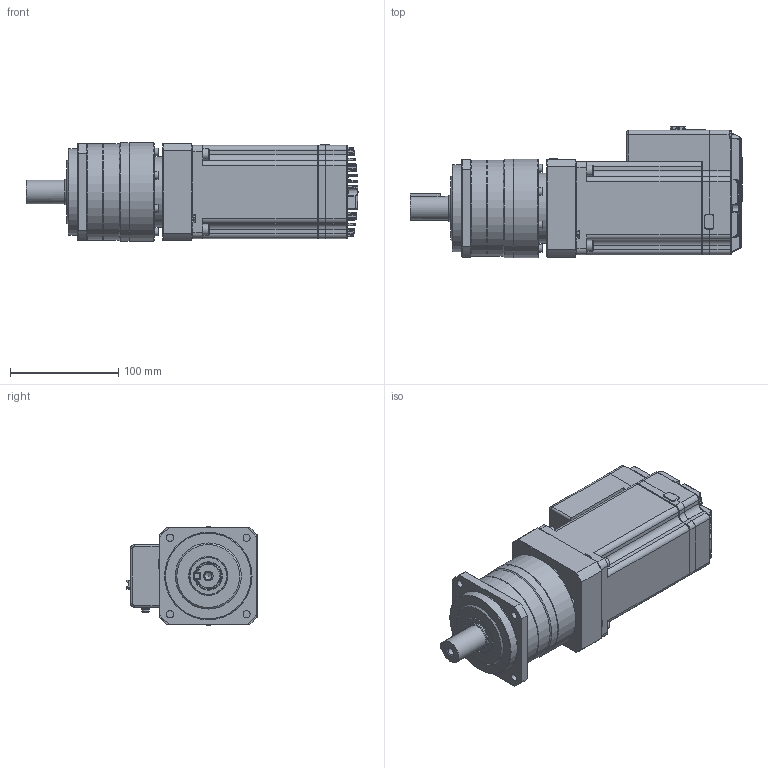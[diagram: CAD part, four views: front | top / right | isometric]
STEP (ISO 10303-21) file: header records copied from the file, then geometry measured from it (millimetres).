
FILE_DESCRIPTION (( 'STEP AP203' ), '1' );
FILE_NAME ('P11B-MO-086-09-R02.STEP', '2021-09-02T07:19:47', ( '' ), ( '' ), 'SwSTEP 2.0', 'SolidWorks 2018', '' );
FILE_SCHEMA (( 'CONFIG_CONTROL_DESIGN' ));
Length unit declared in the file: millimetre
Products named in the file (36): 877601616; pan cross head_ks_1_KS 1023 PC- M4 x 6-N; 877600816; small circular plain washer_jis_JIS B 1256 Small circular 4; 09455511103_100183220MOD000B; pan cross head_ks_KS 1023 PC- M3 x 25-N; 86EC-PCB4-01; M119-EC-086-01-R01; 791091003; M119-EC-056-04-R00; P11B-MO-086-09-R02; 瞪錳薄樓醴喀攪-1; 100V470; pan cross head_ks_KS 1023 PC- M3 x 30-N; ST86 1ST; 039012045; 瞪錳薄樓醴喀攪-2; 瞪錳蕾樓攪喀攪; 20R-JMCS-G-B-TF(NSA); M119-EC-086-03-R00; spring lock washer_2_jis_JIS B 1251 No.2 4; 86EC-PCB2-01; 56EC-PCB3-01; M119-EC-086-02-R03; sams; 791091007; 20PS-JMCS-G-1B-TF(N); 460150402; M119-EC-042-04-R00; M117-MO-086-02-R00; 86EC-PCB1-02; 瞪錳薄樓醴喀攪-4; 瞪錳薄樓醴喀攪-3; socket head cap screw_ks_KS 1003 - M6 x 20 x 20-N; 瞪錳薄樓醴喀攪-5; 5016451220
Assembly tree (45 placements, depth 3):
  P11B-MO-086-09-R02
    M119-EC-086-01-R01
    M119-EC-086-02-R03
    100V470  x2
    pan cross head_ks_KS 1023 PC- M3 x 25-N  x2
    pan cross head_ks_KS 1023 PC- M3 x 30-N  x3
    M119-EC-042-04-R00
    瞪錳蕾樓攪喀攪
      瞪錳薄樓醴喀攪-1
      瞪錳薄樓醴喀攪-2
      瞪錳薄樓醴喀攪-3
      瞪錳薄樓醴喀攪-4
      瞪錳薄樓醴喀攪-5
    09455511103_100183220MOD000B  x2
    5016451220
    86EC-PCB4-01
    56EC-PCB3-01
    86EC-PCB1-02
    86EC-PCB2-01
    20PS-JMCS-G-1B-TF(N)
    20R-JMCS-G-B-TF(NSA)
    791091003  x2
    877600816  x2
    039012045
    460150402
    791091007
    877601616
    M119-EC-086-03-R00
    M117-MO-086-02-R00
    ST86 1ST
    socket head cap screw_ks_KS 1003 - M6 x 20 x 20-N  x4
    sams
      small circular plain washer_jis_JIS B 1256 Small circular 4
      spring lock washer_2_jis_JIS B 1251 No.2 4
      pan cross head_ks_1_KS 1023 PC- M4 x 6-N
    M119-EC-056-04-R00
Bounding box: 306.6 x 121.1 x 91 mm (x, y, z)
Volume: 1652715 mm3; surface area: 287129.8 mm2
Topology: 43 solids, 43 shells, 6804 faces, 18173 edges, 11554 vertices
Faces by surface type: plane 5143, cylinder 1136, bspline 239, cone 139, torus 105, sphere 42
Full cylindrical faces by diameter (mm): 0.4 x2, 0.5 x2, 1 x1, 2.5 x12, 3 x7, 3.3 x1, 3.4 x10, 3.5 x3, 4 x5, 4.134 x1, 4.3 x1, 4.5 x6, 4.917 x4, 5 x7, 5.5 x3, 6 x4, 6.35 x1, 6.5 x4, 6.6 x4, 6.647 x1, 7 x15, 8 x9, 8.5 x1, 10 x4, 14 x2, 16 x2, 18 x2, 22 x1, 25 x1, 40 x1
Entity records: 177957 total; most frequent: CARTESIAN_POINT 40319, ORIENTED_EDGE 28498, DIRECTION 26042, EDGE_CURVE 14249, LINE 11346, VECTOR 11346, VERTEX_POINT 9163, AXIS2_PLACEMENT_3D 7348
